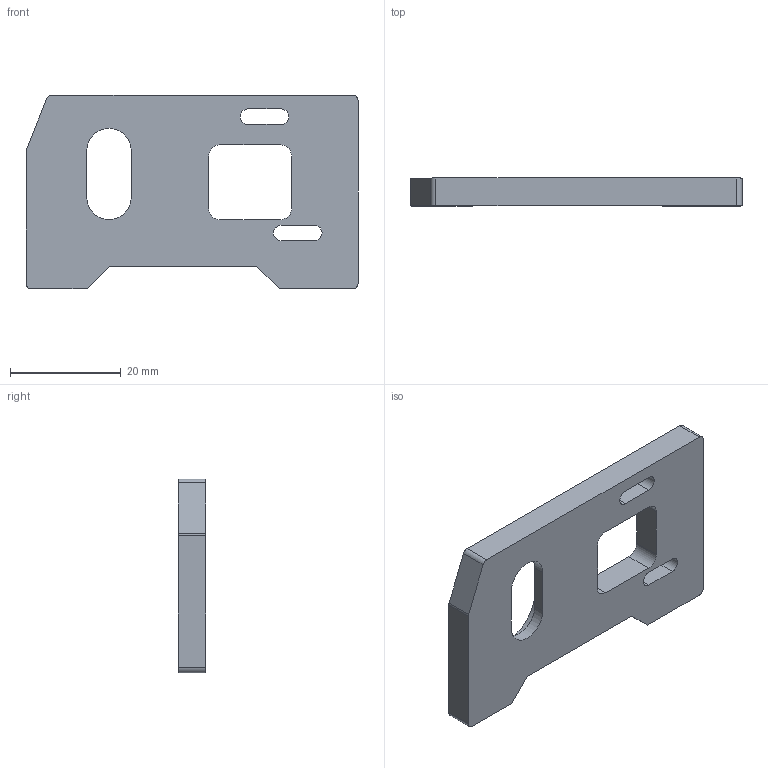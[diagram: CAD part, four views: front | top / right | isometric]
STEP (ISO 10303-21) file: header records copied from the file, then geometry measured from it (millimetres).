
FILE_DESCRIPTION (( 'STEP AP214' ), '1' );
FILE_NAME ('support pod moteur.STEP', '2020-05-14T13:27:41', ( '' ), ( '' ), 'SwSTEP 2.0', 'SolidWorks 2015', '' );
FILE_SCHEMA (( 'AUTOMOTIVE_DESIGN' ));
Length unit declared in the file: millimetre
Products named in the file (1): support pod moteur
Bounding box: 60 x 5 x 35 mm (x, y, z)
Volume: 6493.6 mm3; surface area: 5358.4 mm2
Topology: 1 solids, 1 shells, 73 faces, 201 edges, 134 vertices
Faces by surface type: plane 40, cylinder 33
Entity records: 2501 total; most frequent: DIRECTION 415, CARTESIAN_POINT 409, ORIENTED_EDGE 402, EDGE_CURVE 201, AXIS2_PLACEMENT_3D 140, LINE 135, VECTOR 135, VERTEX_POINT 134
